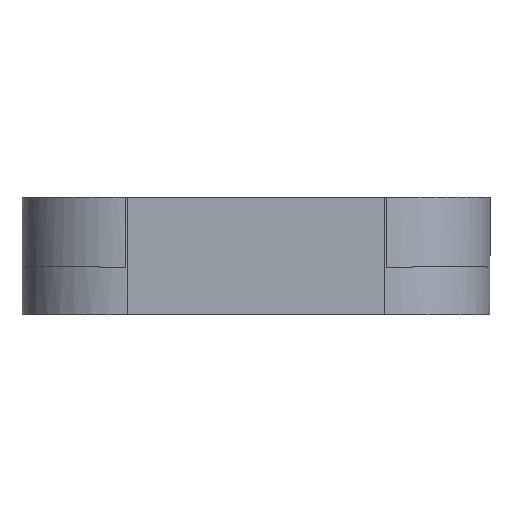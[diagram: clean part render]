
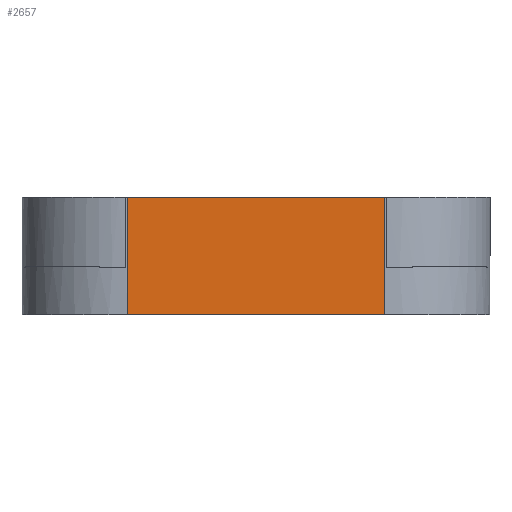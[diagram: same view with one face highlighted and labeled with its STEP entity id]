
A CAD part, left-side view. The second image highlights one B-rep face of the part: STEP entity #2657.
In plain terms, the highlighted planar face has unit normal (-1, 0, 0).
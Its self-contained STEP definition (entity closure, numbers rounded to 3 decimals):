
#231=FACE_OUTER_BOUND('',#385,.T.);
#385=EDGE_LOOP('',(#1938,#1939,#1940,#1941));
#568=LINE('',#3985,#860);
#569=LINE('',#4003,#861);
#590=LINE('',#4305,#882);
#592=LINE('',#4310,#884);
#860=VECTOR('',#3126,10.);
#861=VECTOR('',#3135,10.);
#882=VECTOR('',#3192,10.);
#884=VECTOR('',#3198,10.);
#1137=VERTEX_POINT('',#3973);
#1142=VERTEX_POINT('',#3983);
#1143=VERTEX_POINT('',#4002);
#1172=VERTEX_POINT('',#4303);
#1413=EDGE_CURVE('',#1142,#1137,#568,.T.);
#1417=EDGE_CURVE('',#1137,#1143,#569,.T.);
#1462=EDGE_CURVE('',#1142,#1172,#590,.T.);
#1465=EDGE_CURVE('',#1143,#1172,#592,.T.);
#1938=ORIENTED_EDGE('',*,*,#1413,.F.);
#1939=ORIENTED_EDGE('',*,*,#1462,.T.);
#1940=ORIENTED_EDGE('',*,*,#1465,.F.);
#1941=ORIENTED_EDGE('',*,*,#1417,.F.);
#2546=PLANE('',#2829);
#2657=ADVANCED_FACE('',(#231),#2546,.T.);
#2829=AXIS2_PLACEMENT_3D('',#4309,#3196,#3197);
#3126=DIRECTION('',(0.,0.,-1.));
#3135=DIRECTION('',(0.,1.,0.));
#3192=DIRECTION('',(0.,1.,0.));
#3196=DIRECTION('center_axis',(-1.,0.,0.));
#3197=DIRECTION('ref_axis',(0.,0.,-1.));
#3198=DIRECTION('',(0.,0.,1.));
#3973=CARTESIAN_POINT('',(-13.348,0.,-1.058));
#3983=CARTESIAN_POINT('',(-13.348,0.,15.438));
#3985=CARTESIAN_POINT('',(-13.348,0.,22.188));
#4002=CARTESIAN_POINT('',(-13.348,7.5,-1.058));
#4003=CARTESIAN_POINT('',(-13.348,3.,-1.058));
#4303=CARTESIAN_POINT('',(-13.348,7.5,15.438));
#4305=CARTESIAN_POINT('',(-13.348,3.,15.438));
#4309=CARTESIAN_POINT('Origin',(-13.348,3.,22.188));
#4310=CARTESIAN_POINT('',(-13.348,7.5,-0.17));
